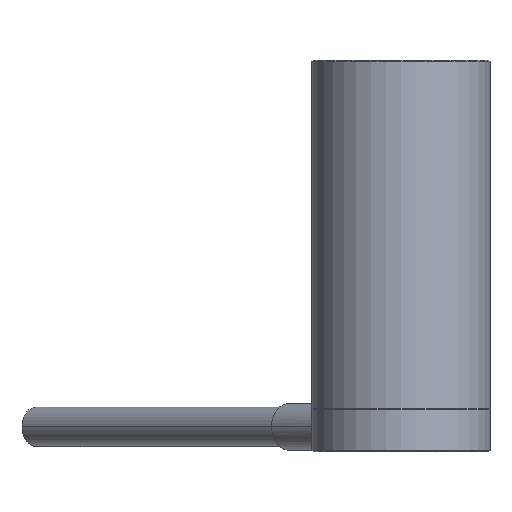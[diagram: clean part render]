
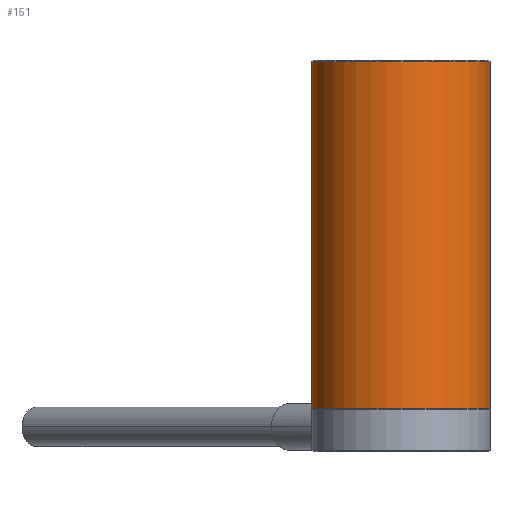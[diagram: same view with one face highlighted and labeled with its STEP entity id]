
A CAD part, front view. The second image highlights one B-rep face of the part: STEP entity #151.
In plain terms, the highlighted cylindrical face has radius 12.5 mm (diameter 25 mm), a partial arc.
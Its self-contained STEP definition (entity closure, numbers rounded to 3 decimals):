
#124 = VERTEX_POINT ( 'NONE', #934 ) ;
#151 = ADVANCED_FACE ( 'NONE', ( #417 ), #350, .T. ) ;
#167 = DIRECTION ( 'NONE',  ( 0., 0., 1. ) ) ;
#207 = CARTESIAN_POINT ( 'NONE',  ( 0., 0., 6.05 ) ) ;
#227 = DIRECTION ( 'NONE',  ( -1., 0., 0. ) ) ;
#348 = LINE ( 'NONE', #474, #456 ) ;
#350 = CYLINDRICAL_SURFACE ( 'NONE', #1009, 12.5 ) ;
#366 = VECTOR ( 'NONE', #429, 1000. ) ;
#377 = EDGE_CURVE ( 'NONE', #124, #1115, #1388, .T. ) ;
#417 = FACE_OUTER_BOUND ( 'NONE', #1490, .T. ) ;
#429 = DIRECTION ( 'NONE',  ( 0., 0., -1. ) ) ;
#456 = VECTOR ( 'NONE', #1295, 1000. ) ;
#474 = CARTESIAN_POINT ( 'NONE',  ( -12.5, 0., 37. ) ) ;
#478 = ORIENTED_EDGE ( 'NONE', *, *, #1139, .F. ) ;
#535 = DIRECTION ( 'NONE',  ( 0., 0., -1. ) ) ;
#553 = DIRECTION ( 'NONE',  ( 0., 0., -1. ) ) ;
#701 = LINE ( 'NONE', #1218, #366 ) ;
#742 = AXIS2_PLACEMENT_3D ( 'NONE', #1356, #535, #1241 ) ;
#771 = CIRCLE ( 'NONE', #880, 12.5 ) ;
#779 = VERTEX_POINT ( 'NONE', #1431 ) ;
#826 = CARTESIAN_POINT ( 'NONE',  ( -12.5, 0., 54.8 ) ) ;
#866 = EDGE_CURVE ( 'NONE', #1115, #779, #348, .T. ) ;
#868 = DIRECTION ( 'NONE',  ( -1., 0., 0. ) ) ;
#880 = AXIS2_PLACEMENT_3D ( 'NONE', #207, #167, #868 ) ;
#889 = CARTESIAN_POINT ( 'NONE',  ( 12.5, 0., 6.05 ) ) ;
#934 = CARTESIAN_POINT ( 'NONE',  ( 12.5, 0., 54.8 ) ) ;
#1009 = AXIS2_PLACEMENT_3D ( 'NONE', #1504, #553, #227 ) ;
#1056 = VERTEX_POINT ( 'NONE', #889 ) ;
#1083 = ORIENTED_EDGE ( 'NONE', *, *, #377, .T. ) ;
#1105 = EDGE_CURVE ( 'NONE', #779, #1056, #771, .T. ) ;
#1115 = VERTEX_POINT ( 'NONE', #826 ) ;
#1139 = EDGE_CURVE ( 'NONE', #124, #1056, #701, .T. ) ;
#1218 = CARTESIAN_POINT ( 'NONE',  ( 12.5, 0., 37. ) ) ;
#1241 = DIRECTION ( 'NONE',  ( 1., 0., 0. ) ) ;
#1270 = ORIENTED_EDGE ( 'NONE', *, *, #1105, .T. ) ;
#1295 = DIRECTION ( 'NONE',  ( 0., 0., -1. ) ) ;
#1356 = CARTESIAN_POINT ( 'NONE',  ( 0., 0., 54.8 ) ) ;
#1386 = ORIENTED_EDGE ( 'NONE', *, *, #866, .T. ) ;
#1388 = CIRCLE ( 'NONE', #742, 12.5 ) ;
#1431 = CARTESIAN_POINT ( 'NONE',  ( -12.5, 0., 6.05 ) ) ;
#1490 = EDGE_LOOP ( 'NONE', ( #478, #1083, #1386, #1270 ) ) ;
#1504 = CARTESIAN_POINT ( 'NONE',  ( 0., 0., 37. ) ) ;
